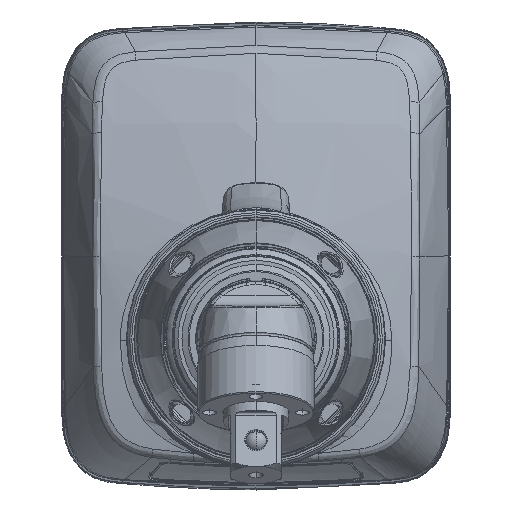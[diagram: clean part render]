
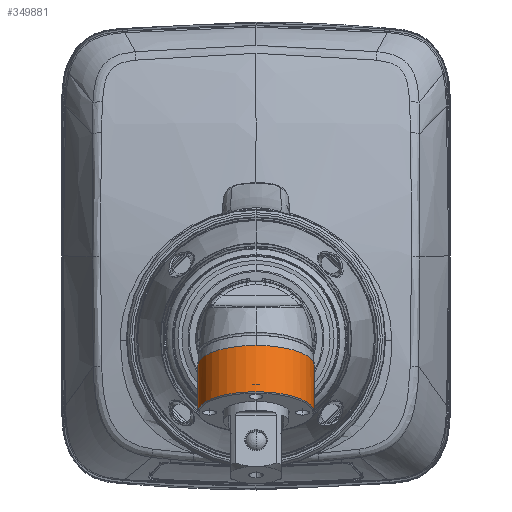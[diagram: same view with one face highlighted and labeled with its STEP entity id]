
A CAD part, top view. The second image highlights one B-rep face of the part: STEP entity #349881.
In plain terms, the highlighted cylindrical face has radius 11 mm (diameter 22 mm), a partial arc.
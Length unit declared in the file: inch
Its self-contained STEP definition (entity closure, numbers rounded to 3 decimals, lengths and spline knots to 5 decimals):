
#191935=CARTESIAN_POINT('',(0.,-0.46393,4.18067));
#191936=DIRECTION('',(0.,0.94,-0.342));
#191937=DIRECTION('',(1.,0.,0.));
#191938=AXIS2_PLACEMENT_3D('',#191935,#191936,#191937);
#191940=DIRECTION('',(0.,-0.94,0.342));
#191941=VECTOR('',#191940,0.09055);
#191942=CARTESIAN_POINT('',(0.43307,-0.46393,
4.18067));
#191943=LINE('',#191942,#191941);
#191944=DIRECTION('',(0.,-0.94,0.342));
#191945=VECTOR('',#191944,0.09055);
#191946=CARTESIAN_POINT('',(-0.43307,-0.46393,
4.18067));
#191947=LINE('',#191946,#191945);
#191948=CARTESIAN_POINT('',(0.,-0.46393,4.18067));
#191949=DIRECTION('',(0.,0.94,-0.342));
#191950=DIRECTION('',(-0.326,-0.323,
-0.888));
#191951=AXIS2_PLACEMENT_3D('',#191948,#191949,#191950);
#191953=DIRECTION('',(0.,0.94,-0.342));
#191954=VECTOR('',#191953,0.13797);
#191955=CARTESIAN_POINT('',(-0.14107,-0.60397,
3.79591));
#191956=LINE('',#191955,#191954);
#191957=CARTESIAN_POINT('',(-0.1411,-0.47427,
3.7487));
#191958=CARTESIAN_POINT('',(-0.15174,-0.47189,
3.75174));
#191959=CARTESIAN_POINT('',(-0.17228,-0.46665,
3.75836));
#191960=CARTESIAN_POINT('',(-0.20551,-0.45608,
3.77144));
#191961=CARTESIAN_POINT('',(-0.2399,-0.44225,
3.78816));
#191962=CARTESIAN_POINT('',(-0.2742,-0.42477,
3.80879));
#191963=CARTESIAN_POINT('',(-0.30457,-0.40568,
3.83092));
#191964=CARTESIAN_POINT('',(-0.33135,-0.38528,
3.85433));
#191965=CARTESIAN_POINT('',(-0.3548,-0.36385,
3.87892));
#191966=CARTESIAN_POINT('',(-0.37516,-0.3416,
3.90471));
#191967=CARTESIAN_POINT('',(-0.39256,-0.31873,
3.93178));
#191968=CARTESIAN_POINT('',(-0.40708,-0.29541,
3.96029));
#191969=CARTESIAN_POINT('',(-0.41866,-0.27181,
3.99042));
#191970=CARTESIAN_POINT('',(-0.42716,-0.24808,
4.02238));
#191971=CARTESIAN_POINT('',(-0.43232,-0.22437,
4.05635));
#191972=CARTESIAN_POINT('',(-0.43325,-0.2087,
4.08044));
#191973=CARTESIAN_POINT('',(-0.43301,-0.20093,
4.09286));
#191975=CARTESIAN_POINT('',(0.,-0.20348,4.08587));
#191976=DIRECTION('',(0.,-0.94,0.342));
#191977=DIRECTION('',(0.,0.342,0.94));
#191978=AXIS2_PLACEMENT_3D('',#191975,#191976,#191977);
#191980=CARTESIAN_POINT('',(0.,-0.20348,4.08587));
#191981=DIRECTION('',(0.,0.94,-0.342));
#191982=DIRECTION('',(0.,0.342,0.94));
#191983=AXIS2_PLACEMENT_3D('',#191980,#191981,#191982);
#191985=CARTESIAN_POINT('',(0.1411,-0.47427,
3.7487));
#191986=CARTESIAN_POINT('',(0.15174,-0.47189,
3.75174));
#191987=CARTESIAN_POINT('',(0.17228,-0.46665,
3.75836));
#191988=CARTESIAN_POINT('',(0.20551,-0.45608,
3.77144));
#191989=CARTESIAN_POINT('',(0.2399,-0.44225,
3.78816));
#191990=CARTESIAN_POINT('',(0.2742,-0.42477,
3.80879));
#191991=CARTESIAN_POINT('',(0.30457,-0.40568,
3.83092));
#191992=CARTESIAN_POINT('',(0.33135,-0.38528,
3.85433));
#191993=CARTESIAN_POINT('',(0.3548,-0.36385,
3.87892));
#191994=CARTESIAN_POINT('',(0.37516,-0.3416,
3.90471));
#191995=CARTESIAN_POINT('',(0.39256,-0.31873,
3.93178));
#191996=CARTESIAN_POINT('',(0.40708,-0.29541,
3.96029));
#191997=CARTESIAN_POINT('',(0.41866,-0.27181,
3.99042));
#191998=CARTESIAN_POINT('',(0.42716,-0.24808,
4.02238));
#191999=CARTESIAN_POINT('',(0.43232,-0.22437,
4.05635));
#192000=CARTESIAN_POINT('',(0.43325,-0.2087,
4.08044));
#192001=CARTESIAN_POINT('',(0.43301,-0.20093,
4.09286));
#192003=DIRECTION('',(0.,0.94,-0.342));
#192004=VECTOR('',#192003,0.13797);
#192005=CARTESIAN_POINT('',(0.14107,-0.60397,
3.79591));
#192006=LINE('',#192005,#192004);
#192016=CARTESIAN_POINT('',(0.,-0.54902,4.21164));
#192017=DIRECTION('',(0.,-0.94,0.342));
#192018=DIRECTION('',(1.,0.,0.));
#192019=AXIS2_PLACEMENT_3D('',#192016,#192017,#192018);
#193448=CARTESIAN_POINT('',(-0.14107,-0.47443,
3.74876));
#193529=CARTESIAN_POINT('',(0.14107,-0.47443,
3.74876));
#206822=CARTESIAN_POINT('',(0.,-0.05536,4.49282));
#206823=CARTESIAN_POINT('',(0.43301,-0.20093,
4.09286));
#206824=VERTEX_POINT('',#206822);
#206825=VERTEX_POINT('',#206823);
#206826=CARTESIAN_POINT('',(-0.43301,-0.20093,
4.09286));
#206827=VERTEX_POINT('',#206826);
#206985=VERTEX_POINT('',#193529);
#206987=VERTEX_POINT('',#193448);
#207020=CARTESIAN_POINT('',(0.43307,-0.54902,
4.21164));
#207021=CARTESIAN_POINT('',(-0.43307,-0.54902,
4.21164));
#207022=VERTEX_POINT('',#207020);
#207023=VERTEX_POINT('',#207021);
#207056=CARTESIAN_POINT('',(0.43307,-0.46393,
4.18067));
#207057=CARTESIAN_POINT('',(0.14107,-0.60397,
3.79591));
#207058=VERTEX_POINT('',#207056);
#207059=VERTEX_POINT('',#207057);
#207064=CARTESIAN_POINT('',(-0.14107,-0.60397,
3.79591));
#207065=CARTESIAN_POINT('',(-0.43307,-0.46393,
4.18067));
#207066=VERTEX_POINT('',#207064);
#207067=VERTEX_POINT('',#207065);
#349856=CARTESIAN_POINT('',(0.,-0.58268,4.22389));
#349857=DIRECTION('',(0.,0.94,-0.342));
#349858=DIRECTION('',(0.,-0.342,-0.94));
#349859=AXIS2_PLACEMENT_3D('',#349856,#349857,#349858);
#349860=CYLINDRICAL_SURFACE('',#349859,0.43307);
#349861=ORIENTED_EDGE('',*,*,#349838,.F.);
#349862=ORIENTED_EDGE('',*,*,#349851,.T.);
#349864=ORIENTED_EDGE('',*,*,#349863,.T.);
#349865=ORIENTED_EDGE('',*,*,#349847,.F.);
#349866=ORIENTED_EDGE('',*,*,#349845,.F.);
#349868=ORIENTED_EDGE('',*,*,#349867,.T.);
#349870=ORIENTED_EDGE('',*,*,#349869,.T.);
#349872=ORIENTED_EDGE('',*,*,#349871,.F.);
#349874=ORIENTED_EDGE('',*,*,#349873,.T.);
#349876=ORIENTED_EDGE('',*,*,#349875,.F.);
#349878=ORIENTED_EDGE('',*,*,#349877,.F.);
#349879=EDGE_LOOP('',(#349861,#349862,#349864,#349865,#349866,#349868,#349870,
#349872,#349874,#349876,#349878));
#349880=FACE_OUTER_BOUND('',#349879,.F.);
#349881=ADVANCED_FACE('',(#349880),#349860,.T.);
#191939=CIRCLE('',#191938,0.43307);
#191952=CIRCLE('',#191951,0.43307);
#191974=B_SPLINE_CURVE_WITH_KNOTS('',3,(#191957,#191958,#191959,#191960,#191961,
#191962,#191963,#191964,#191965,#191966,#191967,#191968,#191969,#191970,#191971,
#191972,#191973),.UNSPECIFIED.,.F.,.F.,(4,1,1,1,1,1,1,1,1,1,1,1,1,1,4),(0.,
0.05072,0.10145,0.17633,0.25121,
0.32609,0.40097,0.47584,0.55072,
0.6256,0.70048,0.77536,0.85024,
0.92512,1.),.UNSPECIFIED.);
#191979=CIRCLE('',#191978,0.43307);
#191984=CIRCLE('',#191983,0.43307);
#192002=B_SPLINE_CURVE_WITH_KNOTS('',3,(#191985,#191986,#191987,#191988,#191989,
#191990,#191991,#191992,#191993,#191994,#191995,#191996,#191997,#191998,#191999,
#192000,#192001),.UNSPECIFIED.,.F.,.F.,(4,1,1,1,1,1,1,1,1,1,1,1,1,1,4),(0.,
0.05072,0.10145,0.17633,0.25121,
0.32609,0.40097,0.47584,0.55072,
0.6256,0.70048,0.77536,0.85024,
0.92512,1.),.UNSPECIFIED.);
#192020=CIRCLE('',#192019,0.43307);
#349838=EDGE_CURVE('',#207058,#207059,#191939,.T.);
#349845=EDGE_CURVE('',#207066,#207067,#191952,.T.);
#349847=EDGE_CURVE('',#207067,#207023,#191947,.T.);
#349851=EDGE_CURVE('',#207058,#207022,#191943,.T.);
#349863=EDGE_CURVE('',#207022,#207023,#192020,.T.);
#349867=EDGE_CURVE('',#207066,#206987,#191956,.T.);
#349869=EDGE_CURVE('',#206987,#206827,#191974,.T.);
#349871=EDGE_CURVE('',#206824,#206827,#191979,.T.);
#349873=EDGE_CURVE('',#206824,#206825,#191984,.T.);
#349875=EDGE_CURVE('',#206985,#206825,#192002,.T.);
#349877=EDGE_CURVE('',#207059,#206985,#192006,.T.);
